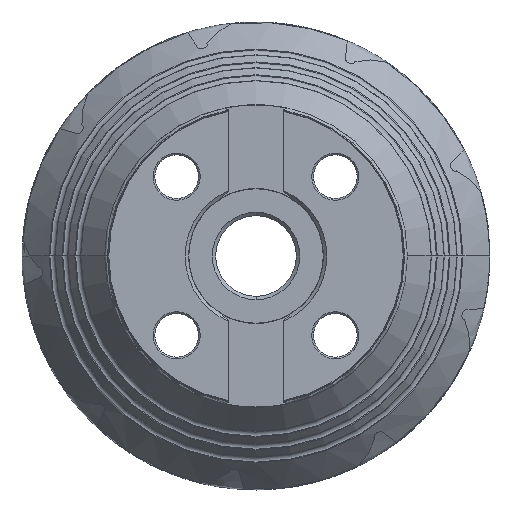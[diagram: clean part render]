
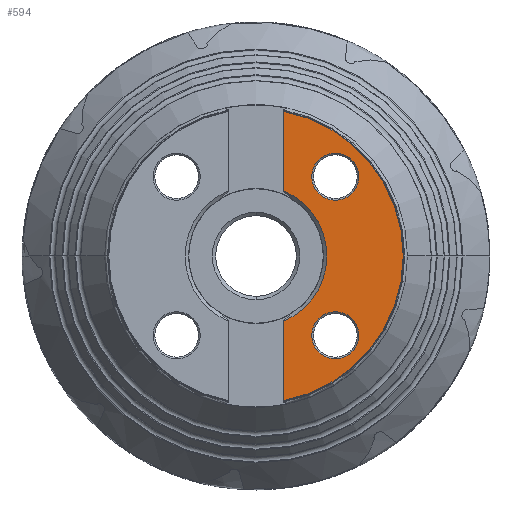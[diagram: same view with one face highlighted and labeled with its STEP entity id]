
A CAD part, left-side view. The second image highlights one B-rep face of the part: STEP entity #594.
In plain terms, the highlighted planar face has unit normal (-1, 0, 0).
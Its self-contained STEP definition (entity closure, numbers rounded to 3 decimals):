
#450 = CIRCLE ( 'NONE', #5287, 7. ) ;
#511 = CIRCLE ( 'NONE', #3386, 7. ) ;
#594 = ADVANCED_FACE ( 'NONE', ( #1734, #1735, #1742 ), #9905, .T. ) ;
#803 = EDGE_CURVE ( 'NONE', #6151, #6148, #2047, .T. ) ;
#804 = EDGE_CURVE ( 'NONE', #6699, #6670, #2043, .T. ) ;
#805 = EDGE_CURVE ( 'NONE', #6541, #6609, #2046, .T. ) ;
#806 = EDGE_CURVE ( 'NONE', #6148, #6144, #2044, .T. ) ;
#807 = EDGE_CURVE ( 'NONE', #6153, #6151, #2049, .T. ) ;
#808 = EDGE_CURVE ( 'NONE', #6153, #6144, #2051, .T. ) ;
#1302 = AXIS2_PLACEMENT_3D ( 'NONE', #9907, #9909, #9904 ) ;
#1463 = AXIS2_PLACEMENT_3D ( 'NONE', #3103, #3104, #3105 ) ;
#1464 = AXIS2_PLACEMENT_3D ( 'NONE', #3106, #3107, #3108 ) ;
#1465 = AXIS2_PLACEMENT_3D ( 'NONE', #3110, #3111, #3112 ) ;
#1466 = AXIS2_PLACEMENT_3D ( 'NONE', #3118, #3119, #3120 ) ;
#1734 = FACE_BOUND ( 'NONE', #6975, .T. ) ;
#1735 = FACE_BOUND ( 'NONE', #6979, .T. ) ;
#1742 = FACE_OUTER_BOUND ( 'NONE', #6956, .T. ) ;
#2043 = CIRCLE ( 'NONE', #1464, 7. ) ;
#2044 = LINE ( 'NONE', #3109, #2050 ) ;
#2046 = CIRCLE ( 'NONE', #1465, 7. ) ;
#2047 = CIRCLE ( 'NONE', #1463, 43.79 ) ;
#2049 = LINE ( 'NONE', #3113, #2052 ) ;
#2050 = VECTOR ( 'NONE', #3092, 1000. ) ;
#2051 = CIRCLE ( 'NONE', #1466, 21.075 ) ;
#2052 = VECTOR ( 'NONE', #3114, 1000. ) ;
#2560 = EDGE_CURVE ( 'NONE', #6609, #6541, #450, .T. ) ;
#2604 = EDGE_CURVE ( 'NONE', #6670, #6699, #511, .T. ) ;
#3092 = DIRECTION ( 'NONE',  ( 0., 0., 1. ) ) ;
#3103 = CARTESIAN_POINT ( 'NONE',  ( -61.65, 0., 0. ) ) ;
#3104 = DIRECTION ( 'NONE',  ( 1., 0., 0. ) ) ;
#3105 = DIRECTION ( 'NONE',  ( 0., 1., 0. ) ) ;
#3106 = CARTESIAN_POINT ( 'NONE',  ( -61.65, -23.582, 23.582 ) ) ;
#3107 = DIRECTION ( 'NONE',  ( 1., 0., 0. ) ) ;
#3108 = DIRECTION ( 'NONE',  ( 0., -1., 0. ) ) ;
#3109 = CARTESIAN_POINT ( 'NONE',  ( -61.65, -8.2, -50. ) ) ;
#3110 = CARTESIAN_POINT ( 'NONE',  ( -61.65, -23.582, -23.582 ) ) ;
#3111 = DIRECTION ( 'NONE',  ( 1., 0., 0. ) ) ;
#3112 = DIRECTION ( 'NONE',  ( 0., -1., 0. ) ) ;
#3113 = CARTESIAN_POINT ( 'NONE',  ( -61.65, -8.2, -50. ) ) ;
#3114 = DIRECTION ( 'NONE',  ( 0., 0., 1. ) ) ;
#3118 = CARTESIAN_POINT ( 'NONE',  ( -61.65, 0., 0. ) ) ;
#3119 = DIRECTION ( 'NONE',  ( 1., 0., 0. ) ) ;
#3120 = DIRECTION ( 'NONE',  ( 0., 0., -1. ) ) ;
#3386 = AXIS2_PLACEMENT_3D ( 'NONE', #10577, #10578, #10579 ) ;
#3969 = ORIENTED_EDGE ( 'NONE', *, *, #2604, .T. ) ;
#3970 = ORIENTED_EDGE ( 'NONE', *, *, #804, .T. ) ;
#3971 = ORIENTED_EDGE ( 'NONE', *, *, #2560, .T. ) ;
#3972 = ORIENTED_EDGE ( 'NONE', *, *, #805, .T. ) ;
#3973 = ORIENTED_EDGE ( 'NONE', *, *, #806, .F. ) ;
#3974 = ORIENTED_EDGE ( 'NONE', *, *, #803, .F. ) ;
#3975 = ORIENTED_EDGE ( 'NONE', *, *, #807, .F. ) ;
#3976 = ORIENTED_EDGE ( 'NONE', *, *, #808, .T. ) ;
#5287 = AXIS2_PLACEMENT_3D ( 'NONE', #10454, #10455, #10456 ) ;
#5625 = CARTESIAN_POINT ( 'NONE',  ( -61.65, -8.2, -19.414 ) ) ;
#5629 = CARTESIAN_POINT ( 'NONE',  ( -61.65, -8.2, -43.015 ) ) ;
#5632 = CARTESIAN_POINT ( 'NONE',  ( -61.65, -8.2, 43.015 ) ) ;
#5634 = CARTESIAN_POINT ( 'NONE',  ( -61.65, -8.2, 19.414 ) ) ;
#5657 = CARTESIAN_POINT ( 'NONE',  ( -61.65, -23.582, -30.582 ) ) ;
#5728 = CARTESIAN_POINT ( 'NONE',  ( -61.65, -23.582, -16.582 ) ) ;
#5789 = CARTESIAN_POINT ( 'NONE',  ( -61.65, -23.582, 30.582 ) ) ;
#5818 = CARTESIAN_POINT ( 'NONE',  ( -61.65, -23.582, 16.582 ) ) ;
#6144 = VERTEX_POINT ( 'NONE', #5625 ) ;
#6148 = VERTEX_POINT ( 'NONE', #5629 ) ;
#6151 = VERTEX_POINT ( 'NONE', #5632 ) ;
#6153 = VERTEX_POINT ( 'NONE', #5634 ) ;
#6541 = VERTEX_POINT ( 'NONE', #5657 ) ;
#6609 = VERTEX_POINT ( 'NONE', #5728 ) ;
#6670 = VERTEX_POINT ( 'NONE', #5789 ) ;
#6699 = VERTEX_POINT ( 'NONE', #5818 ) ;
#6956 = EDGE_LOOP ( 'NONE', ( #3973, #3974, #3975, #3976 ) ) ;
#6975 = EDGE_LOOP ( 'NONE', ( #3969, #3970 ) ) ;
#6979 = EDGE_LOOP ( 'NONE', ( #3971, #3972 ) ) ;
#9904 = DIRECTION ( 'NONE',  ( 0., -1., 0. ) ) ;
#9905 = PLANE ( 'NONE',  #1302 ) ;
#9907 = CARTESIAN_POINT ( 'NONE',  ( -61.65, 43.79, 0. ) ) ;
#9909 = DIRECTION ( 'NONE',  ( -1., 0., 0. ) ) ;
#10454 = CARTESIAN_POINT ( 'NONE',  ( -61.65, -23.582, -23.582 ) ) ;
#10455 = DIRECTION ( 'NONE',  ( 1., 0., 0. ) ) ;
#10456 = DIRECTION ( 'NONE',  ( 0., -1., 0. ) ) ;
#10577 = CARTESIAN_POINT ( 'NONE',  ( -61.65, -23.582, 23.582 ) ) ;
#10578 = DIRECTION ( 'NONE',  ( 1., 0., 0. ) ) ;
#10579 = DIRECTION ( 'NONE',  ( 0., -1., 0. ) ) ;
